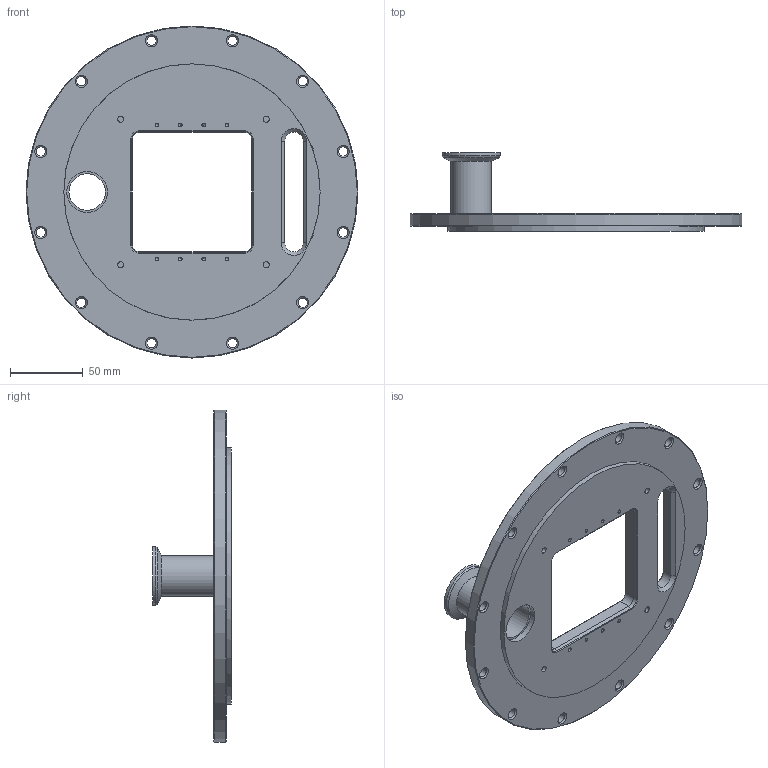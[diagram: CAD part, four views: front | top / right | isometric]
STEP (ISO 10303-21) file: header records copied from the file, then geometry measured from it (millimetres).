
FILE_DESCRIPTION(/* description */ (''),/* implementation_level */ '2;1');
FILE_NAME(/* name */ 'Aladdin_00251.stp',/* time_stamp */ '2024-07-18T12:44:12+02:00',/* author */ (''),/* organization */ (''),/* preprocessor_version */ 'ST-DEVELOPER v19.4',/* originating_system */ 'SIEMENS PLM Software NX2306.9102',/* authorisation */ '');
FILE_SCHEMA (('AUTOMOTIVE_DESIGN { 1 0 10303 214 3 1 1 1 }'));
Length unit declared in the file: millimetre
Products named in the file (1): IR3_00000251_objects
Bounding box: 228 x 54 x 228 mm (x, y, z)
Volume: 327712.3 mm3; surface area: 94530.7 mm2
Topology: 2 solids, 2 shells, 232 faces, 574 edges, 369 vertices
Faces by surface type: cone 90, cylinder 85, plane 57
Full cylindrical faces by diameter (mm): 2.5 x8, 3.3 x22, 4.2 x26, 6.4 x12, 25 x1, 26.25 x1, 28 x2, 40 x1, 176 x1, 228 x1
Entity records: 5570 total; most frequent: DIRECTION 1042, CARTESIAN_POINT 873, ORIENTED_EDGE 670, AXIS2_PLACEMENT_3D 474, EDGE_LOOP 434, FACE_BOUND 384, EDGE_CURVE 335, VERTEX_POINT 305
